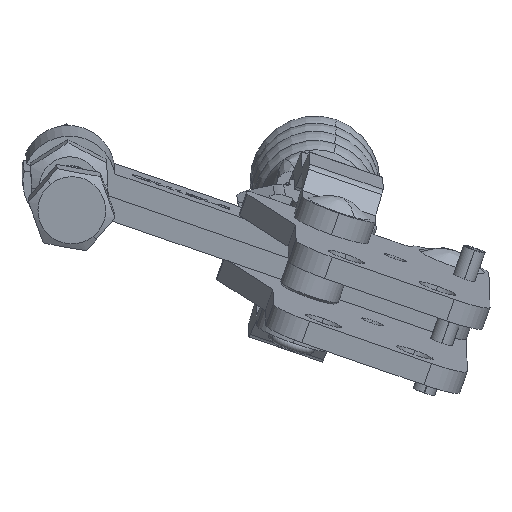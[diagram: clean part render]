
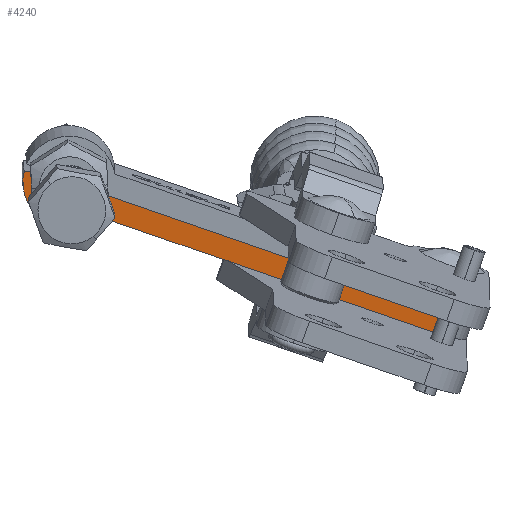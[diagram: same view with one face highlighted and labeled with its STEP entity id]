
A CAD part, front view. The second image highlights one B-rep face of the part: STEP entity #4240.
In plain terms, the highlighted face is planar.
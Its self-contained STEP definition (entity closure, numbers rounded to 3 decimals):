
#685 = CARTESIAN_POINT ( 'NONE',  ( 979.214, 260.483, 0. ) ) ;
#860 = CARTESIAN_POINT ( 'NONE',  ( 104.939, 459.394, 0. ) ) ;
#1610 = DIRECTION ( 'NONE',  ( 1., 0., 0. ) ) ;
#1851 = ORIENTED_EDGE ( 'NONE', *, *, #11588, .T. ) ;
#1885 = VERTEX_POINT ( 'NONE', #13601 ) ;
#2402 = VECTOR ( 'NONE', #17233, 1000. ) ;
#2554 = DIRECTION ( 'NONE',  ( -1., 0., 0. ) ) ;
#2777 = DIRECTION ( 'NONE',  ( -0.975, 0.223, 0. ) ) ;
#3243 = CIRCLE ( 'NONE', #7223, 3.5 ) ;
#3885 = VERTEX_POINT ( 'NONE', #6332 ) ;
#4240 = ADVANCED_FACE ( 'NONE', ( #21106 ), #24320, .F. ) ;
#4325 = CIRCLE ( 'NONE', #15467, 6.1 ) ;
#4471 = EDGE_CURVE ( 'NONE', #3885, #1885, #13659, .T. ) ;
#4668 = EDGE_CURVE ( 'NONE', #3885, #10098, #14553, .T. ) ;
#4830 = ORIENTED_EDGE ( 'NONE', *, *, #23632, .F. ) ;
#5836 = CARTESIAN_POINT ( 'NONE',  ( 1035.614, 260.483, 0. ) ) ;
#5879 = CARTESIAN_POINT ( 'NONE',  ( 1031.52, 274.783, 0. ) ) ;
#6332 = CARTESIAN_POINT ( 'NONE',  ( 1031.52, 263.483, 0. ) ) ;
#7223 = AXIS2_PLACEMENT_3D ( 'NONE', #685, #13898, #2554 ) ;
#7359 = VERTEX_POINT ( 'NONE', #13539 ) ;
#7407 = LINE ( 'NONE', #5836, #2402 ) ;
#7790 = DIRECTION ( 'NONE',  ( 0., -1., 0. ) ) ;
#8407 = ORIENTED_EDGE ( 'NONE', *, *, #4471, .T. ) ;
#8889 = DIRECTION ( 'NONE',  ( 0., 0., -1. ) ) ;
#8949 = CARTESIAN_POINT ( 'NONE',  ( 973.142, 261.07, 0. ) ) ;
#8999 = AXIS2_PLACEMENT_3D ( 'NONE', #9122, #22327, #1610 ) ;
#9107 = VERTEX_POINT ( 'NONE', #17217 ) ;
#9122 = CARTESIAN_POINT ( 'NONE',  ( 1001.114, 260.483, 0. ) ) ;
#10098 = VERTEX_POINT ( 'NONE', #17444 ) ;
#10752 = VERTEX_POINT ( 'NONE', #13576 ) ;
#10787 = AXIS2_PLACEMENT_3D ( 'NONE', #22116, #10791, #24058 ) ;
#10791 = DIRECTION ( 'NONE',  ( 0., 0., 1. ) ) ;
#11478 = CARTESIAN_POINT ( 'NONE',  ( 1001.114, 263.483, 0. ) ) ;
#11588 = EDGE_CURVE ( 'NONE', #9107, #19564, #16915, .T. ) ;
#13384 = DIRECTION ( 'NONE',  ( -1., 0., 0. ) ) ;
#13539 = CARTESIAN_POINT ( 'NONE',  ( 982.319, 262.098, 0. ) ) ;
#13576 = CARTESIAN_POINT ( 'NONE',  ( 984.98, 260.483, 0. ) ) ;
#13592 = EDGE_CURVE ( 'NONE', #7359, #10752, #21937, .T. ) ;
#13601 = CARTESIAN_POINT ( 'NONE',  ( 1031.52, 260.483, 0. ) ) ;
#13659 = LINE ( 'NONE', #5879, #21976 ) ;
#13898 = DIRECTION ( 'NONE',  ( 0., 0., -1. ) ) ;
#13902 = ORIENTED_EDGE ( 'NONE', *, *, #19093, .T. ) ;
#14553 = LINE ( 'NONE', #11478, #19616 ) ;
#15467 = AXIS2_PLACEMENT_3D ( 'NONE', #20283, #8889, #22155 ) ;
#16915 = LINE ( 'NONE', #860, #18107 ) ;
#17217 = CARTESIAN_POINT ( 'NONE',  ( 975.714, 260.483, 0. ) ) ;
#17233 = DIRECTION ( 'NONE',  ( 1., 0., 0. ) ) ;
#17444 = CARTESIAN_POINT ( 'NONE',  ( 984.525, 263.483, 0. ) ) ;
#17550 = ORIENTED_EDGE ( 'NONE', *, *, #22389, .F. ) ;
#18107 = VECTOR ( 'NONE', #2777, 1000. ) ;
#18293 = ORIENTED_EDGE ( 'NONE', *, *, #13592, .F. ) ;
#18521 = ORIENTED_EDGE ( 'NONE', *, *, #4668, .F. ) ;
#19093 = EDGE_CURVE ( 'NONE', #19564, #10098, #4325, .T. ) ;
#19564 = VERTEX_POINT ( 'NONE', #8949 ) ;
#19616 = VECTOR ( 'NONE', #13384, 1000. ) ;
#20283 = CARTESIAN_POINT ( 'NONE',  ( 979.214, 260.483, 0. ) ) ;
#20507 = EDGE_LOOP ( 'NONE', ( #17550, #18293, #4830, #1851, #13902, #18521, #8407 ) ) ;
#21106 = FACE_OUTER_BOUND ( 'NONE', #20507, .T. ) ;
#21937 = CIRCLE ( 'NONE', #10787, 3. ) ;
#21976 = VECTOR ( 'NONE', #7790, 1000. ) ;
#22116 = CARTESIAN_POINT ( 'NONE',  ( 984.98, 263.483, 0. ) ) ;
#22155 = DIRECTION ( 'NONE',  ( -1., 0., 0. ) ) ;
#22327 = DIRECTION ( 'NONE',  ( 0., 0., 1. ) ) ;
#22389 = EDGE_CURVE ( 'NONE', #10752, #1885, #7407, .T. ) ;
#23632 = EDGE_CURVE ( 'NONE', #9107, #7359, #3243, .T. ) ;
#24058 = DIRECTION ( 'NONE',  ( -1., 0., 0. ) ) ;
#24320 = PLANE ( 'NONE',  #8999 ) ;
